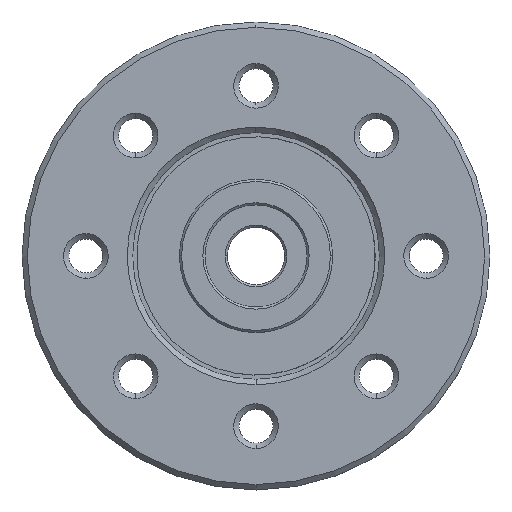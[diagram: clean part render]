
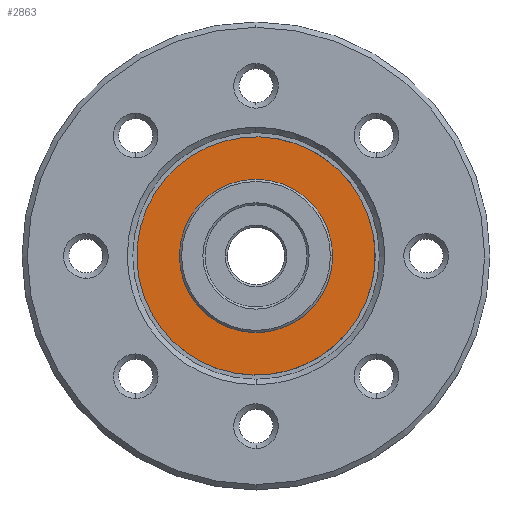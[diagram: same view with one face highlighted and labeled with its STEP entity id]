
A CAD part, top view. The second image highlights one B-rep face of the part: STEP entity #2863.
In plain terms, the highlighted face is planar.
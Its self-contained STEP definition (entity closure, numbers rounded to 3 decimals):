
#2736=CARTESIAN_POINT('Axis2P3D Location',(0.,0.,0.)) ;
#2740=CARTESIAN_POINT('Vertex',(0.,0.,-3.)) ;
#2742=CARTESIAN_POINT('Vertex',(0.,0.,3.)) ;
#2771=CARTESIAN_POINT('Axis2P3D Location',(5.6,0.,0.)) ;
#2777=CARTESIAN_POINT('Control Point',(0.,0.,5.6)) ;
#2778=CARTESIAN_POINT('Control Point',(0.58,0.,5.6)) ;
#2779=CARTESIAN_POINT('Control Point',(1.159,0.,5.525)) ;
#2780=CARTESIAN_POINT('Control Point',(1.726,0.,5.375)) ;
#2781=CARTESIAN_POINT('Control Point',(2.808,0.,4.932)) ;
#2782=CARTESIAN_POINT('Control Point',(3.741,0.,4.228)) ;
#2783=CARTESIAN_POINT('Control Point',(4.159,0.,3.817)) ;
#2784=CARTESIAN_POINT('Control Point',(4.88,0.,2.897)) ;
#2785=CARTESIAN_POINT('Control Point',(5.343,0.,1.823)) ;
#2786=CARTESIAN_POINT('Control Point',(5.503,0.,1.259)) ;
#2787=CARTESIAN_POINT('Control Point',(5.674,0.,0.103)) ;
#2788=CARTESIAN_POINT('Control Point',(5.545,0.,-1.059)) ;
#2789=CARTESIAN_POINT('Control Point',(5.405,0.,-1.628)) ;
#2790=CARTESIAN_POINT('Control Point',(4.982,0.,-2.718)) ;
#2791=CARTESIAN_POINT('Control Point',(4.295,0.,-3.664)) ;
#2792=CARTESIAN_POINT('Control Point',(3.892,0.,-4.089)) ;
#2793=CARTESIAN_POINT('Control Point',(2.985,0.,-4.827)) ;
#2794=CARTESIAN_POINT('Control Point',(1.92,0.,-5.309)) ;
#2795=CARTESIAN_POINT('Control Point',(1.359,0.,-5.479)) ;
#2796=CARTESIAN_POINT('Control Point',(0.742,0.,-5.582)) ;
#2797=CARTESIAN_POINT('Control Point',(0.122,0.,-5.599)) ;
#2798=CARTESIAN_POINT('Control Point',(0.081,0.,-5.6)) ;
#2799=CARTESIAN_POINT('Control Point',(0.041,0.,-5.6)) ;
#2800=CARTESIAN_POINT('Control Point',(0.,0.,-5.6)) ;
#2801=CARTESIAN_POINT('Vertex',(0.,0.,5.6)) ;
#2803=CARTESIAN_POINT('Vertex',(0.,0.,-5.6)) ;
#2807=CARTESIAN_POINT('Control Point',(0.,0.,-5.6)) ;
#2808=CARTESIAN_POINT('Control Point',(-0.58,0.,-5.6)) ;
#2809=CARTESIAN_POINT('Control Point',(-1.159,0.,-5.525)) ;
#2810=CARTESIAN_POINT('Control Point',(-1.726,0.,-5.375)) ;
#2811=CARTESIAN_POINT('Control Point',(-2.808,0.,-4.932)) ;
#2812=CARTESIAN_POINT('Control Point',(-3.741,0.,-4.228)) ;
#2813=CARTESIAN_POINT('Control Point',(-4.159,0.,-3.817)) ;
#2814=CARTESIAN_POINT('Control Point',(-4.88,0.,-2.897)) ;
#2815=CARTESIAN_POINT('Control Point',(-5.343,0.,-1.823)) ;
#2816=CARTESIAN_POINT('Control Point',(-5.503,0.,-1.259)) ;
#2817=CARTESIAN_POINT('Control Point',(-5.674,0.,-0.103)) ;
#2818=CARTESIAN_POINT('Control Point',(-5.545,0.,1.059)) ;
#2819=CARTESIAN_POINT('Control Point',(-5.405,0.,1.628)) ;
#2820=CARTESIAN_POINT('Control Point',(-4.982,0.,2.718)) ;
#2821=CARTESIAN_POINT('Control Point',(-4.295,0.,3.664)) ;
#2822=CARTESIAN_POINT('Control Point',(-3.892,0.,4.089)) ;
#2823=CARTESIAN_POINT('Control Point',(-2.985,0.,4.827)) ;
#2824=CARTESIAN_POINT('Control Point',(-1.92,0.,5.309)) ;
#2825=CARTESIAN_POINT('Control Point',(-1.359,0.,5.479)) ;
#2826=CARTESIAN_POINT('Control Point',(-0.742,0.,5.582)) ;
#2827=CARTESIAN_POINT('Control Point',(-0.122,0.,5.599)) ;
#2828=CARTESIAN_POINT('Control Point',(-0.081,0.,5.6)) ;
#2829=CARTESIAN_POINT('Control Point',(-0.041,0.,5.6)) ;
#2830=CARTESIAN_POINT('Control Point',(0.,0.,5.6)) ;
#2837=CARTESIAN_POINT('Control Point',(0.,0.,3.)) ;
#2838=CARTESIAN_POINT('Control Point',(0.339,0.,3.)) ;
#2839=CARTESIAN_POINT('Control Point',(0.679,0.,2.952)) ;
#2840=CARTESIAN_POINT('Control Point',(1.009,0.,2.856)) ;
#2841=CARTESIAN_POINT('Control Point',(1.634,0.,2.573)) ;
#2842=CARTESIAN_POINT('Control Point',(2.155,0.,2.128)) ;
#2843=CARTESIAN_POINT('Control Point',(2.383,0.,1.87)) ;
#2844=CARTESIAN_POINT('Control Point',(2.758,0.,1.297)) ;
#2845=CARTESIAN_POINT('Control Point',(2.96,0.,0.642)) ;
#2846=CARTESIAN_POINT('Control Point',(3.014,0.,0.302)) ;
#2847=CARTESIAN_POINT('Control Point',(3.024,0.,-0.384)) ;
#2848=CARTESIAN_POINT('Control Point',(2.843,0.,-1.045)) ;
#2849=CARTESIAN_POINT('Control Point',(2.706,0.,-1.361)) ;
#2850=CARTESIAN_POINT('Control Point',(2.347,0.,-1.945)) ;
#2851=CARTESIAN_POINT('Control Point',(1.84,0.,-2.406)) ;
#2852=CARTESIAN_POINT('Control Point',(1.555,0.,-2.599)) ;
#2853=CARTESIAN_POINT('Control Point',(1.077,0.,-2.833)) ;
#2854=CARTESIAN_POINT('Control Point',(0.562,0.,-2.956)) ;
#2855=CARTESIAN_POINT('Control Point',(0.376,0.,-2.985)) ;
#2856=CARTESIAN_POINT('Control Point',(0.188,0.,-3.)) ;
#2857=CARTESIAN_POINT('Control Point',(0.,0.,-3.)) ;
#2737=DIRECTION('Axis2P3D Direction',(0.,1.,0.)) ;
#2772=DIRECTION('Axis2P3D Direction',(0.,-1.,0.)) ;
#2773=DIRECTION('Axis2P3D XDirection',(0.,0.,-1.)) ;
#2738=AXIS2_PLACEMENT_3D('Circle Axis2P3D',#2736,#2737,$) ;
#2774=AXIS2_PLACEMENT_3D('Plane Axis2P3D',#2771,#2772,#2773) ;
#2833=ORIENTED_EDGE('',*,*,#2805,.F.) ;
#2834=ORIENTED_EDGE('',*,*,#2831,.F.) ;
#2860=ORIENTED_EDGE('',*,*,#2858,.T.) ;
#2861=ORIENTED_EDGE('',*,*,#2744,.T.) ;
#2862=FACE_BOUND('',#2859,.T.) ;
#2863=ADVANCED_FACE('Revolve1',(#2835,#2862),#2775,.T.) ;
#2776=B_SPLINE_CURVE_WITH_KNOTS('',5,(#2777,#2778,#2779,#2780,#2781,#2782,#2783,#2784,#2785,#2786,#2787,#2788,#2789,#2790,#2791,#2792,#2793,#2794,#2795,#2796,#2797,#2798,#2799,#2800),.UNSPECIFIED.,.F.,.U.,(6,3,3,3,3,3,3,6),(0.,4.099,8.197,12.296,16.395,20.494,24.592,24.88),.UNSPECIFIED.) ;
#2806=B_SPLINE_CURVE_WITH_KNOTS('',5,(#2807,#2808,#2809,#2810,#2811,#2812,#2813,#2814,#2815,#2816,#2817,#2818,#2819,#2820,#2821,#2822,#2823,#2824,#2825,#2826,#2827,#2828,#2829,#2830),.UNSPECIFIED.,.F.,.U.,(6,3,3,3,3,3,3,6),(0.,4.099,8.197,12.296,16.395,20.494,24.592,24.88),.UNSPECIFIED.) ;
#2836=B_SPLINE_CURVE_WITH_KNOTS('',5,(#2837,#2838,#2839,#2840,#2841,#2842,#2843,#2844,#2845,#2846,#2847,#2848,#2849,#2850,#2851,#2852,#2853,#2854,#2855,#2856,#2857),.UNSPECIFIED.,.F.,.U.,(6,3,3,3,3,3,6),(0.,2.4,4.8,7.2,9.6,12.,13.328),.UNSPECIFIED.) ;
#2739=CIRCLE('generated circle',#2738,3.) ;
#2744=EDGE_CURVE('',#2741,#2743,#2739,.T.) ;
#2805=EDGE_CURVE('',#2802,#2804,#2776,.T.) ;
#2831=EDGE_CURVE('',#2804,#2802,#2806,.T.) ;
#2858=EDGE_CURVE('',#2743,#2741,#2836,.T.) ;
#2832=EDGE_LOOP('',(#2833,#2834)) ;
#2859=EDGE_LOOP('',(#2860,#2861)) ;
#2835=FACE_OUTER_BOUND('',#2832,.T.) ;
#2775=PLANE('Plane',#2774) ;
#2741=VERTEX_POINT('',#2740) ;
#2743=VERTEX_POINT('',#2742) ;
#2802=VERTEX_POINT('',#2801) ;
#2804=VERTEX_POINT('',#2803) ;
